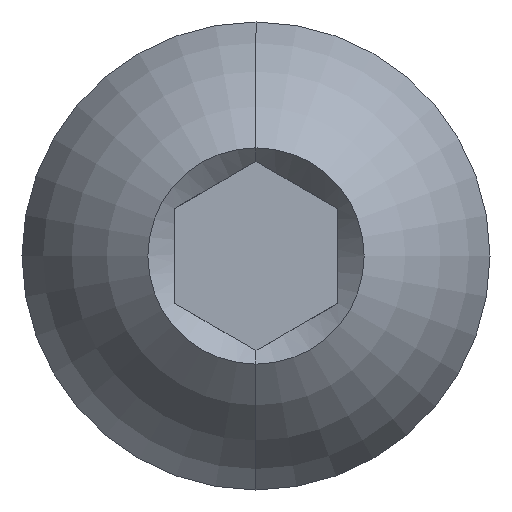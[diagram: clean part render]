
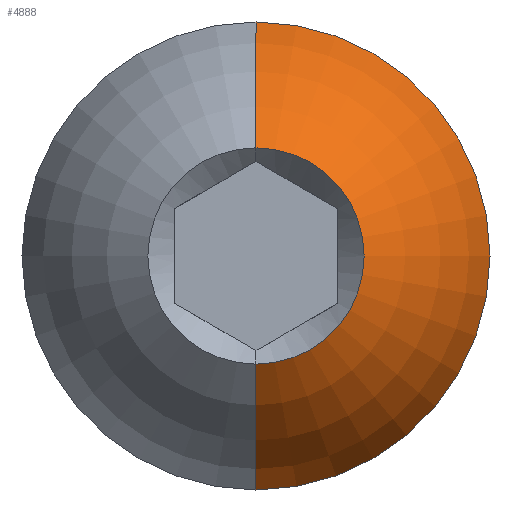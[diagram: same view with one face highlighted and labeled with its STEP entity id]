
A CAD part, left-side view. The second image highlights one B-rep face of the part: STEP entity #4888.
In plain terms, the highlighted toroidal (fillet/blend) face has major radius 2.863 mm and minor radius 10.556 mm.
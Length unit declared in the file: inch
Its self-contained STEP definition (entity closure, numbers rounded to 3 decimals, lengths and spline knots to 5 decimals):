
#90 = CARTESIAN_POINT ( 'NONE',  ( -0.59563, 0., 0. ) ) ;
#179 = TOROIDAL_SURFACE ( 'NONE', #3789, -0.11271, 0.4156 ) ;
#448 = AXIS2_PLACEMENT_3D ( 'NONE', #3894, #5467, #5372 ) ;
#550 = DIRECTION ( 'NONE',  ( -1., 0., 0. ) ) ;
#1063 = DIRECTION ( 'NONE',  ( 0., -1., 0. ) ) ;
#1065 = DIRECTION ( 'NONE',  ( 0., 0., 1. ) ) ;
#1074 = VERTEX_POINT ( 'NONE', #4908 ) ;
#1111 = CIRCLE ( 'NONE', #4822, 0.28125 ) ;
#1163 = CIRCLE ( 'NONE', #4772, 0.4156 ) ;
#1164 = CARTESIAN_POINT ( 'NONE',  ( -0.59563, 0., 0.11271 ) ) ;
#1738 = EDGE_LOOP ( 'NONE', ( #4258, #4031, #3189, #5378 ) ) ;
#2331 = EDGE_CURVE ( 'NONE', #6191, #1074, #1163, .T. ) ;
#2351 = VERTEX_POINT ( 'NONE', #2677 ) ;
#2398 = CIRCLE ( 'NONE', #448, 0.13 ) ;
#2612 = CARTESIAN_POINT ( 'NONE',  ( -0.59563, 0., -0.11271 ) ) ;
#2677 = CARTESIAN_POINT ( 'NONE',  ( -0.728, 0., -0.28125 ) ) ;
#2930 = FACE_OUTER_BOUND ( 'NONE', #1738, .T. ) ;
#2956 = CIRCLE ( 'NONE', #5643, 0.4156 ) ;
#3064 = CARTESIAN_POINT ( 'NONE',  ( -0.728, 0., 0. ) ) ;
#3133 = EDGE_CURVE ( 'NONE', #4801, #1074, #2398, .T. ) ;
#3189 = ORIENTED_EDGE ( 'NONE', *, *, #2331, .T. ) ;
#3789 = AXIS2_PLACEMENT_3D ( 'NONE', #90, #550, #4484 ) ;
#3894 = CARTESIAN_POINT ( 'NONE',  ( -0.933, 0., 0. ) ) ;
#4031 = ORIENTED_EDGE ( 'NONE', *, *, #5428, .T. ) ;
#4073 = DIRECTION ( 'NONE',  ( 0., 0., -1. ) ) ;
#4075 = DIRECTION ( 'NONE',  ( -1., 0., 0. ) ) ;
#4168 = CARTESIAN_POINT ( 'NONE',  ( -0.933, 0., -0.13 ) ) ;
#4258 = ORIENTED_EDGE ( 'NONE', *, *, #4873, .F. ) ;
#4306 = CARTESIAN_POINT ( 'NONE',  ( -0.728, 0., 0.28125 ) ) ;
#4484 = DIRECTION ( 'NONE',  ( 0., 0., 1. ) ) ;
#4587 = DIRECTION ( 'NONE',  ( 0., 1., 0. ) ) ;
#4772 = AXIS2_PLACEMENT_3D ( 'NONE', #2612, #1063, #4073 ) ;
#4801 = VERTEX_POINT ( 'NONE', #4168 ) ;
#4822 = AXIS2_PLACEMENT_3D ( 'NONE', #3064, #4075, #1065 ) ;
#4873 = EDGE_CURVE ( 'NONE', #2351, #4801, #2956, .T. ) ;
#4888 = ADVANCED_FACE ( 'NONE', ( #2930 ), #179, .T. ) ;
#4908 = CARTESIAN_POINT ( 'NONE',  ( -0.933, 0., 0.13 ) ) ;
#5372 = DIRECTION ( 'NONE',  ( 0., 0., 1. ) ) ;
#5378 = ORIENTED_EDGE ( 'NONE', *, *, #3133, .F. ) ;
#5428 = EDGE_CURVE ( 'NONE', #2351, #6191, #1111, .T. ) ;
#5467 = DIRECTION ( 'NONE',  ( -1., 0., 0. ) ) ;
#5550 = DIRECTION ( 'NONE',  ( 0., 0., 1. ) ) ;
#5643 = AXIS2_PLACEMENT_3D ( 'NONE', #1164, #4587, #5550 ) ;
#6191 = VERTEX_POINT ( 'NONE', #4306 ) ;
